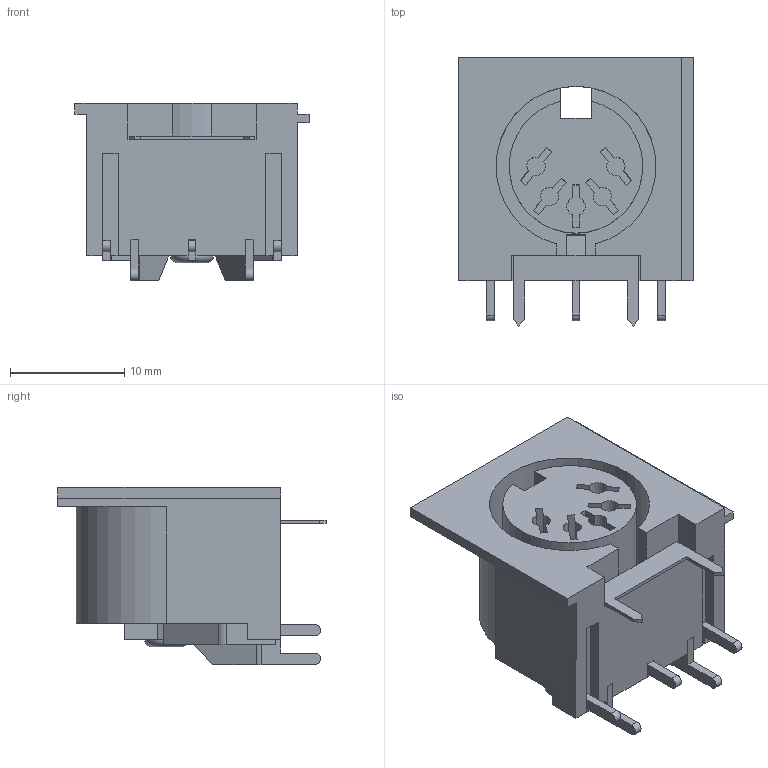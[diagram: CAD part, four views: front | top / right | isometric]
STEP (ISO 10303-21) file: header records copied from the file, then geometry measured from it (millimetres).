
FILE_DESCRIPTION (( 'STEP AP214' ), '1' );
FILE_NAME ('KCDX-5S-N_rA3.STEP', '2013-03-29T18:30:06', ( '' ), ( '' ), 'SwSTEP 2.0', 'SolidWorks 2012', '' );
FILE_SCHEMA (( 'AUTOMOTIVE_DESIGN' ));
Length unit declared in the file: millimetre
Products named in the file (1): KCDX-5S-N_rA3
Bounding box: 20.5 x 23.5 x 15.5 mm (x, y, z)
Volume: 2931.5 mm3; surface area: 3395.2 mm2
Topology: 1 solids, 1 shells, 206 faces, 582 edges, 384 vertices
Faces by surface type: plane 167, cylinder 37, torus 2
Entity records: 8060 total; most frequent: CARTESIAN_POINT 1173, ORIENTED_EDGE 1164, DIRECTION 1078, EDGE_CURVE 582, LINE 500, VECTOR 500, VERTEX_POINT 384, AXIS2_PLACEMENT_3D 289
